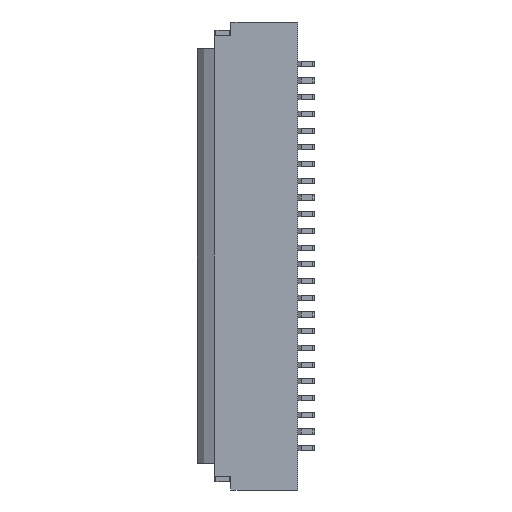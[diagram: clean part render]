
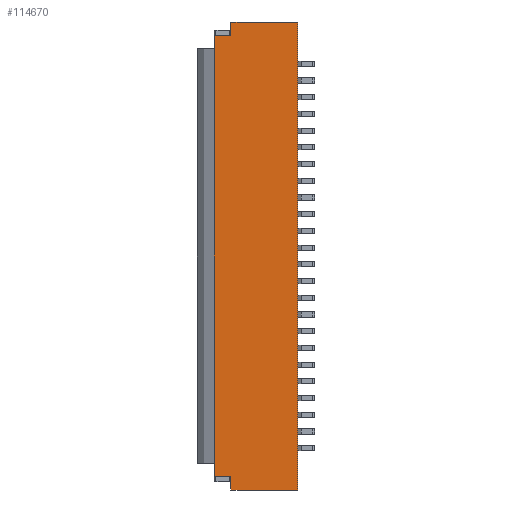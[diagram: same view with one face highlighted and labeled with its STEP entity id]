
A CAD part, front view. The second image highlights one B-rep face of the part: STEP entity #114670.
In plain terms, the highlighted planar face has unit normal (0, -1, 0).
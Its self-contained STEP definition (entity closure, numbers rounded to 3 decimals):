
#23720=CARTESIAN_POINT('',(1.202,-0.908,13.6));
#23730=VERTEX_POINT('',#23720);
#23760=CARTESIAN_POINT('',(1.202,-0.908,13.188));
#23770=DIRECTION('',(0.,0.,1.));
#23780=VECTOR('',#23770,1.);
#23790=LINE('',#23760,#23780);
#23800=CARTESIAN_POINT('',(1.202,-0.908,13.188));
#23810=VERTEX_POINT('',#23800);
#23820=EDGE_CURVE('',#23810,#23730,#23790,.T.);
#25750=CARTESIAN_POINT('',(3.202,-0.908,13.6));
#25760=VERTEX_POINT('',#25750);
#25810=CARTESIAN_POINT('',(1.202,-0.908,13.6));
#25820=DIRECTION('',(1.,0.,0.));
#25830=VECTOR('',#25820,1.);
#25840=LINE('',#25810,#25830);
#25850=EDGE_CURVE('',#23730,#25760,#25840,.T.);
#42810=CARTESIAN_POINT('',(3.202,-0.908,13.188));
#42820=DIRECTION('',(1.,0.,0.));
#42830=VECTOR('',#42820,1.);
#42840=LINE('',#42810,#42830);
#42850=CARTESIAN_POINT('',(0.702,-0.908,13.188));
#42860=VERTEX_POINT('',#42850);
#42870=EDGE_CURVE('',#42860,#23810,#42840,.T.);
#48390=CARTESIAN_POINT('',(1.202,-0.908,-0.4));
#48400=VERTEX_POINT('',#48390);
#48430=CARTESIAN_POINT('',(1.202,-0.908,-0.4));
#48440=DIRECTION('',(1.,0.,0.));
#48450=VECTOR('',#48440,1.);
#48460=LINE('',#48430,#48450);
#48470=CARTESIAN_POINT('',(3.202,-0.908,-0.4));
#48480=VERTEX_POINT('',#48470);
#48490=EDGE_CURVE('',#48400,#48480,#48460,.T.);
#50410=CARTESIAN_POINT('',(1.202,-0.908,0.012));
#50420=VERTEX_POINT('',#50410);
#50450=CARTESIAN_POINT('',(1.202,-0.908,0.012));
#50460=DIRECTION('',(0.,0.,-1.));
#50470=VECTOR('',#50460,1.);
#50480=LINE('',#50450,#50470);
#50490=EDGE_CURVE('',#50420,#48400,#50480,.T.);
#54870=CARTESIAN_POINT('',(0.702,-0.908,3.885));
#54880=DIRECTION('',(0.,0.,1.));
#54890=VECTOR('',#54880,1.);
#54900=LINE('',#54870,#54890);
#54910=CARTESIAN_POINT('',(0.702,-0.908,0.012));
#54920=VERTEX_POINT('',#54910);
#54930=EDGE_CURVE('',#54920,#42860,#54900,.T.);
#57940=CARTESIAN_POINT('',(3.202,-0.908,20.438));
#57950=DIRECTION('',(0.,0.,-1.));
#57960=VECTOR('',#57950,1.);
#57970=LINE('',#57940,#57960);
#57980=EDGE_CURVE('',#25760,#48480,#57970,.T.);
#114420=CARTESIAN_POINT('',(3.202,-0.908,0.012));
#114430=DIRECTION('',(1.,0.,0.));
#114440=VECTOR('',#114430,1.);
#114450=LINE('',#114420,#114440);
#114460=EDGE_CURVE('',#54920,#50420,#114450,.T.);
#114520=CARTESIAN_POINT('',(1.202,-0.908,19.85));
#114530=DIRECTION('',(0.,1.,0.));
#114540=DIRECTION('',(1.,0.,0.));
#114550=AXIS2_PLACEMENT_3D('',#114520,#114530,#114540);
#114560=PLANE('',#114550);
#114570=ORIENTED_EDGE('',*,*,#42870,.F.);
#114580=ORIENTED_EDGE('',*,*,#23820,.F.);
#114590=ORIENTED_EDGE('',*,*,#25850,.F.);
#114600=ORIENTED_EDGE('',*,*,#57980,.F.);
#114610=ORIENTED_EDGE('',*,*,#48490,.T.);
#114620=ORIENTED_EDGE('',*,*,#50490,.T.);
#114630=ORIENTED_EDGE('',*,*,#114460,.T.);
#114640=ORIENTED_EDGE('',*,*,#54930,.F.);
#114650=EDGE_LOOP('',(#114640,#114630,#114620,#114610,#114600,#114590,
#114580,#114570));
#114660=FACE_OUTER_BOUND('',#114650,.T.);
#114670=ADVANCED_FACE('',(#114660),#114560,.F.);
